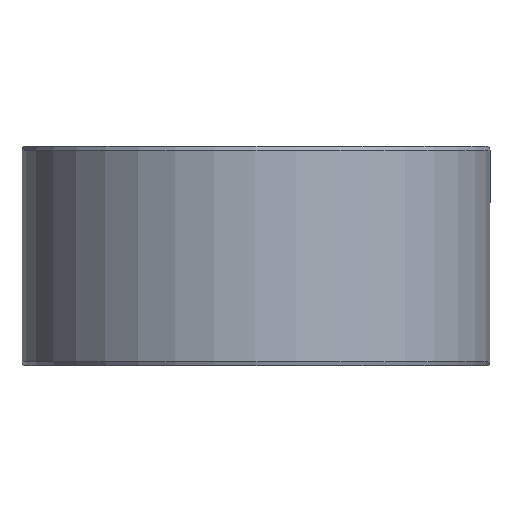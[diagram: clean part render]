
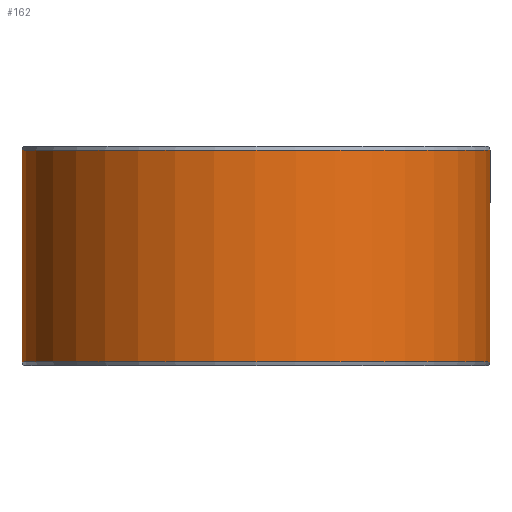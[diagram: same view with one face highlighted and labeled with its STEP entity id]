
A CAD part, front view. The second image highlights one B-rep face of the part: STEP entity #162.
In plain terms, the highlighted cylindrical face has radius 117.5 mm (diameter 235 mm), a partial arc.
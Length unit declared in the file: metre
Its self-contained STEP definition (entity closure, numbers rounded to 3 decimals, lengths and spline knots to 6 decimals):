
#162=ADVANCED_FACE('',(#185,#186),#187,.T.);
#185=FACE_OUTER_BOUND('',#211,.T.);
#186=FACE_BOUND('',#212,.T.);
#187=CYLINDRICAL_SURFACE('',#213,0.1175);
#211=EDGE_LOOP('',(#289,#290,#291,#292));
#212=EDGE_LOOP('',(#293));
#213=AXIS2_PLACEMENT_3D('',#294,#295,#296);
#289=ORIENTED_EDGE('',*,*,#314,.T.);
#290=ORIENTED_EDGE('',*,*,#323,.F.);
#291=ORIENTED_EDGE('',*,*,#309,.F.);
#292=ORIENTED_EDGE('',*,*,#324,.T.);
#293=ORIENTED_EDGE('',*,*,#327,.T.);
#294=CARTESIAN_POINT('',(0.,0.,0.0));
#295=DIRECTION('',(0.,0.0,-1.0));
#296=DIRECTION('',(-1.0,0.0,0.));
#309=EDGE_CURVE('',#341,#342,#343,.T.);
#314=EDGE_CURVE('',#351,#349,#352,.T.);
#323=EDGE_CURVE('',#342,#349,#365,.T.);
#324=EDGE_CURVE('',#341,#351,#366,.T.);
#327=EDGE_CURVE('',#370,#370,#371,.T.);
#341=VERTEX_POINT('',#389);
#342=VERTEX_POINT('',#390);
#343=CIRCLE('',#391,0.1175);
#349=VERTEX_POINT('',#399);
#351=VERTEX_POINT('',#402);
#352=CIRCLE('',#403,0.1175);
#365=LINE('',#422,#423);
#366=LINE('',#424,#425);
#370=VERTEX_POINT('',#503);
#371=B_SPLINE_CURVE_WITH_KNOTS('',3,(#504,#505,#506,#507,#508,#509,#510,#511,#512,#513,#514,#515,#516,#517,#518,#519,#520,#521,#522,#523,#524,#525,#526,#527,#528,#529,#530,#531,#532,#533,#534,#535,#536,#537,#538,#539,#540,#541,#542,#543,#544,#545,#546,#547,#548,#549,#550,#551,#552,#553,#554,#555,#556,#557,#558,#559,#560,#561,#562,#563,#564,#565,#566,#567,#568,#569,#570,#571,#572,#573,#574,#575,#576,#577),.UNSPECIFIED.,.T.,.F.,(2,2,2,2,2,2,2,2,2,2,2,2,2,2,2,2,2,2,2,2,2,2,2,2,2,2,2,2,2,2,2,2,2,2,2,2,2,2,2),(-0.000977,0.0,0.000977,0.001466,0.001954,0.002931,0.003908,0.004885,0.005862,0.006839,0.007816,0.008793,0.00977,0.010747,0.011724,0.012701,0.01319,0.013678,0.014655,0.015632,0.016609,0.017586,0.018563,0.01954,0.020517,0.021494,0.022471,0.023448,0.024425,0.024914,0.025402,0.026379,0.027356,0.028333,0.028822,0.029311,0.030288,0.031265,0.032242),.UNSPECIFIED.);
#389=CARTESIAN_POINT('',(0.002051,0.117482,0.0018));
#390=CARTESIAN_POINT('',(0.,0.1175,0.0018));
#391=AXIS2_PLACEMENT_3D('',#591,#592,#593);
#399=CARTESIAN_POINT('',(0.,0.1175,0.1082));
#402=CARTESIAN_POINT('',(0.002051,0.117482,0.1082));
#403=AXIS2_PLACEMENT_3D('',#600,#601,#602);
#422=CARTESIAN_POINT('',(0.,0.1175,0.0018));
#423=VECTOR('',#615,1.0);
#424=CARTESIAN_POINT('',(0.002051,0.117482,0.0018));
#425=VECTOR('',#616,1.0);
#503=CARTESIAN_POINT('',(0.098051,-0.064748,0.055));
#504=CARTESIAN_POINT('',(0.098051,-0.064748,0.05467));
#505=CARTESIAN_POINT('',(0.098051,-0.064748,0.05533));
#506=CARTESIAN_POINT('',(0.098069,-0.064721,0.055655));
#507=CARTESIAN_POINT('',(0.098121,-0.064641,0.056135));
#508=CARTESIAN_POINT('',(0.098143,-0.064608,0.056293));
#509=CARTESIAN_POINT('',(0.098195,-0.064529,0.056607));
#510=CARTESIAN_POINT('',(0.098226,-0.064482,0.056763));
#511=CARTESIAN_POINT('',(0.098329,-0.064324,0.057217));
#512=CARTESIAN_POINT('',(0.098413,-0.064196,0.057504));
#513=CARTESIAN_POINT('',(0.098611,-0.063891,0.058048));
#514=CARTESIAN_POINT('',(0.098726,-0.063714,0.058305));
#515=CARTESIAN_POINT('',(0.098976,-0.063326,0.058766));
#516=CARTESIAN_POINT('',(0.099111,-0.063114,0.058973));
#517=CARTESIAN_POINT('',(0.099404,-0.062652,0.059339));
#518=CARTESIAN_POINT('',(0.099559,-0.062405,0.059494));
#519=CARTESIAN_POINT('',(0.099877,-0.061895,0.059744));
#520=CARTESIAN_POINT('',(0.100043,-0.061627,0.05984));
#521=CARTESIAN_POINT('',(0.10038,-0.061076,0.059968));
#522=CARTESIAN_POINT('',(0.100548,-0.060799,0.06));
#523=CARTESIAN_POINT('',(0.100884,-0.06024,0.06));
#524=CARTESIAN_POINT('',(0.101053,-0.059955,0.059968));
#525=CARTESIAN_POINT('',(0.101379,-0.059403,0.05984));
#526=CARTESIAN_POINT('',(0.101536,-0.059133,0.059746));
#527=CARTESIAN_POINT('',(0.101839,-0.058609,0.059496));
#528=CARTESIAN_POINT('',(0.101985,-0.058355,0.059339));
#529=CARTESIAN_POINT('',(0.102253,-0.057884,0.058977));
#530=CARTESIAN_POINT('',(0.102377,-0.057664,0.058771));
#531=CARTESIAN_POINT('',(0.102606,-0.057257,0.058304));
#532=CARTESIAN_POINT('',(0.102707,-0.057076,0.058051));
#533=CARTESIAN_POINT('',(0.102838,-0.056838,0.057645));
#534=CARTESIAN_POINT('',(0.102879,-0.056764,0.057505));
#535=CARTESIAN_POINT('',(0.102954,-0.056628,0.057216));
#536=CARTESIAN_POINT('',(0.102988,-0.056566,0.057066));
#537=CARTESIAN_POINT('',(0.103079,-0.056401,0.056612));
#538=CARTESIAN_POINT('',(0.103124,-0.056318,0.0563));
#539=CARTESIAN_POINT('',(0.103185,-0.056205,0.055659));
#540=CARTESIAN_POINT('',(0.103201,-0.056176,0.055328));
#541=CARTESIAN_POINT('',(0.103201,-0.056176,0.054675));
#542=CARTESIAN_POINT('',(0.103186,-0.056204,0.054351));
#543=CARTESIAN_POINT('',(0.103125,-0.056316,0.053707));
#544=CARTESIAN_POINT('',(0.103079,-0.0564,0.05339));
#545=CARTESIAN_POINT('',(0.102959,-0.056619,0.052789));
#546=CARTESIAN_POINT('',(0.102885,-0.056754,0.052498));
#547=CARTESIAN_POINT('',(0.102707,-0.057074,0.051951));
#548=CARTESIAN_POINT('',(0.102607,-0.057255,0.051699));
#549=CARTESIAN_POINT('',(0.102382,-0.057657,0.051237));
#550=CARTESIAN_POINT('',(0.102255,-0.057881,0.051026));
#551=CARTESIAN_POINT('',(0.101986,-0.058353,0.050662));
#552=CARTESIAN_POINT('',(0.101843,-0.058602,0.050508));
#553=CARTESIAN_POINT('',(0.101541,-0.059126,0.050257));
#554=CARTESIAN_POINT('',(0.10138,-0.0594,0.050161));
#555=CARTESIAN_POINT('',(0.101056,-0.059951,0.050033));
#556=CARTESIAN_POINT('',(0.10089,-0.06023,0.05));
#557=CARTESIAN_POINT('',(0.10055,-0.060795,0.05));
#558=CARTESIAN_POINT('',(0.100381,-0.061074,0.050032));
#559=CARTESIAN_POINT('',(0.10013,-0.061483,0.050127));
#560=CARTESIAN_POINT('',(0.100048,-0.061618,0.050166));
#561=CARTESIAN_POINT('',(0.099883,-0.061885,0.050261));
#562=CARTESIAN_POINT('',(0.0998,-0.062018,0.050317));
#563=CARTESIAN_POINT('',(0.09956,-0.062404,0.050505));
#564=CARTESIAN_POINT('',(0.099407,-0.062647,0.050658));
#565=CARTESIAN_POINT('',(0.099116,-0.063106,0.05102));
#566=CARTESIAN_POINT('',(0.098977,-0.063323,0.051231));
#567=CARTESIAN_POINT('',(0.098727,-0.063712,0.051692));
#568=CARTESIAN_POINT('',(0.098615,-0.063886,0.051944));
#569=CARTESIAN_POINT('',(0.098465,-0.064116,0.052353));
#570=CARTESIAN_POINT('',(0.098419,-0.064188,0.052495));
#571=CARTESIAN_POINT('',(0.098334,-0.064317,0.052784));
#572=CARTESIAN_POINT('',(0.098296,-0.064376,0.052931));
#573=CARTESIAN_POINT('',(0.098193,-0.064533,0.053382));
#574=CARTESIAN_POINT('',(0.09814,-0.064613,0.053696));
#575=CARTESIAN_POINT('',(0.098069,-0.064721,0.054343));
#576=CARTESIAN_POINT('',(0.098051,-0.064748,0.05467));
#577=CARTESIAN_POINT('',(0.098051,-0.064748,0.05533));
#591=CARTESIAN_POINT('',(0.,0.,0.0018));
#592=DIRECTION('',(0.,0.0,-1.0));
#593=DIRECTION('',(-1.0,0.0,0.));
#600=CARTESIAN_POINT('',(0.,0.,0.1082));
#601=DIRECTION('',(0.,0.0,-1.0));
#602=DIRECTION('',(-1.0,0.0,0.));
#615=DIRECTION('',(0.,0.0,1.0));
#616=DIRECTION('',(0.,0.,1.0));
